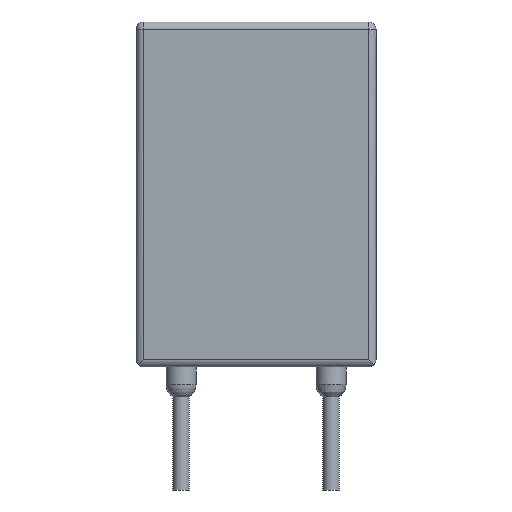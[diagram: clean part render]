
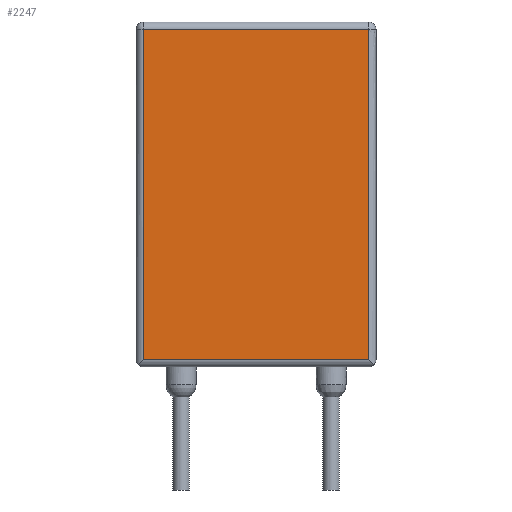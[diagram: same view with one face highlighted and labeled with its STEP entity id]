
A CAD part, front view. The second image highlights one B-rep face of the part: STEP entity #2247.
In plain terms, the highlighted planar face has unit normal (0, -1, 0).
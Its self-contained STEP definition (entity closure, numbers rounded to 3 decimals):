
#525=CARTESIAN_POINT('',(3.75,-2.1,12.25));
#526=VERTEX_POINT('',#525);
#771=CARTESIAN_POINT('',(3.75,-2.1,1.25));
#772=VERTEX_POINT('',#771);
#796=CARTESIAN_POINT('',(3.75,-2.1,1.25));
#797=DIRECTION('',(0.0,0.0,1.0));
#798=VECTOR('',#797,11.0);
#799=LINE('',#796,#798);
#800=EDGE_CURVE('',#772,#526,#799,.T.);
#1481=CARTESIAN_POINT('',(-3.75,-2.1,12.25));
#1482=VERTEX_POINT('',#1481);
#1638=CARTESIAN_POINT('',(-3.75,-2.1,1.25));
#1639=VERTEX_POINT('',#1638);
#1647=CARTESIAN_POINT('',(-3.75,-2.1,1.25));
#1648=DIRECTION('',(0.0,0.0,1.0));
#1649=VECTOR('',#1648,11.0);
#1650=LINE('',#1647,#1649);
#1651=EDGE_CURVE('',#1639,#1482,#1650,.T.);
#1684=CARTESIAN_POINT('',(3.75,-2.1,12.25));
#1685=DIRECTION('',(-1.0,0.0,0.0));
#1686=VECTOR('',#1685,7.5);
#1687=LINE('',#1684,#1686);
#1688=EDGE_CURVE('',#526,#1482,#1687,.T.);
#1931=CARTESIAN_POINT('',(-3.75,-2.1,1.25));
#1932=DIRECTION('',(1.0,0.0,0.0));
#1933=VECTOR('',#1932,7.5);
#1934=LINE('',#1931,#1933);
#1935=EDGE_CURVE('',#1639,#772,#1934,.T.);
#2236=CARTESIAN_POINT('',(0.0,-2.1,6.75));
#2237=DIRECTION('',(0.0,1.0,0.0));
#2238=DIRECTION('',(0.0,0.0,-1.0));
#2239=AXIS2_PLACEMENT_3D('',#2236,#2237,#2238);
#2240=PLANE('',#2239);
#2241=ORIENTED_EDGE('',*,*,#1651,.F.);
#2242=ORIENTED_EDGE('',*,*,#1935,.T.);
#2243=ORIENTED_EDGE('',*,*,#800,.T.);
#2244=ORIENTED_EDGE('',*,*,#1688,.T.);
#2245=EDGE_LOOP('',(#2241,#2242,#2243,#2244));
#2246=FACE_OUTER_BOUND('',#2245,.T.);
#2247=ADVANCED_FACE('',(#2246),#2240,.F.);
